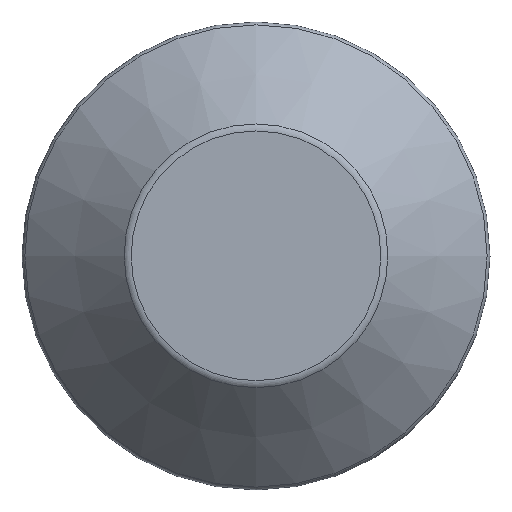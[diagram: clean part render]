
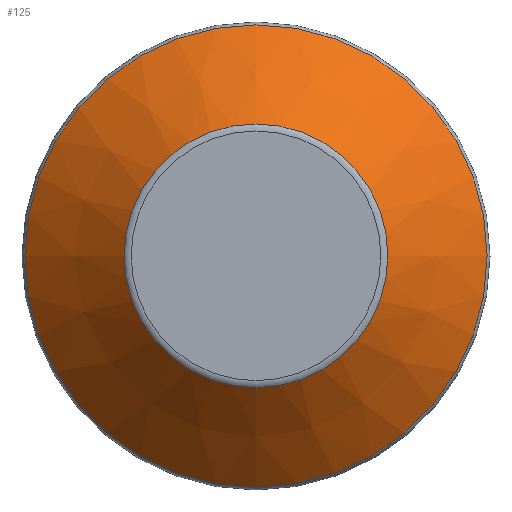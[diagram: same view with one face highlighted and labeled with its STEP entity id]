
A CAD part, top view. The second image highlights one B-rep face of the part: STEP entity #125.
In plain terms, the highlighted conical face has half-angle 45 degrees and reference radius 19 mm.
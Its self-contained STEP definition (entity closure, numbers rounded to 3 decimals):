
#23=LINE('',#229,#26);
#26=VECTOR('',#183,19.);
#29=CONICAL_SURFACE('',#151,19.,0.785);
#31=FACE_OUTER_BOUND('',#40,.T.);
#40=EDGE_LOOP('',(#94,#95,#96,#97,#98));
#50=CIRCLE('',#148,23.293);
#53=CIRCLE('',#152,13.293);
#54=CIRCLE('',#153,13.293);
#63=VERTEX_POINT('',#220);
#65=VERTEX_POINT('',#226);
#66=VERTEX_POINT('',#227);
#74=EDGE_CURVE('',#63,#63,#50,.T.);
#77=EDGE_CURVE('',#65,#66,#53,.T.);
#78=EDGE_CURVE('',#65,#63,#23,.T.);
#79=EDGE_CURVE('',#66,#65,#54,.T.);
#94=ORIENTED_EDGE('',*,*,#77,.F.);
#95=ORIENTED_EDGE('',*,*,#78,.T.);
#96=ORIENTED_EDGE('',*,*,#74,.F.);
#97=ORIENTED_EDGE('',*,*,#78,.F.);
#98=ORIENTED_EDGE('',*,*,#79,.F.);
#125=ADVANCED_FACE('',(#31),#29,.T.);
#148=AXIS2_PLACEMENT_3D('',#221,#173,#174);
#151=AXIS2_PLACEMENT_3D('',#225,#179,#180);
#152=AXIS2_PLACEMENT_3D('',#228,#181,#182);
#153=AXIS2_PLACEMENT_3D('',#230,#184,#185);
#173=DIRECTION('center_axis',(0.,0.,-1.));
#174=DIRECTION('ref_axis',(1.,0.,0.));
#179=DIRECTION('center_axis',(0.,0.,-1.));
#180=DIRECTION('ref_axis',(1.,0.,0.));
#181=DIRECTION('center_axis',(0.,0.,1.));
#182=DIRECTION('ref_axis',(1.,0.,0.));
#183=DIRECTION('',(-0.707,0.,-0.707));
#184=DIRECTION('center_axis',(0.,0.,1.));
#185=DIRECTION('ref_axis',(1.,0.,0.));
#220=CARTESIAN_POINT('',(-23.293,0.,1.707));
#221=CARTESIAN_POINT('Origin',(0.,0.,1.707));
#225=CARTESIAN_POINT('Origin',(0.,0.,6.));
#226=CARTESIAN_POINT('',(-13.293,0.,11.707));
#227=CARTESIAN_POINT('',(13.293,0.,11.707));
#228=CARTESIAN_POINT('Origin',(0.,0.,11.707));
#229=CARTESIAN_POINT('',(-19.,0.,6.));
#230=CARTESIAN_POINT('Origin',(0.,0.,11.707));
